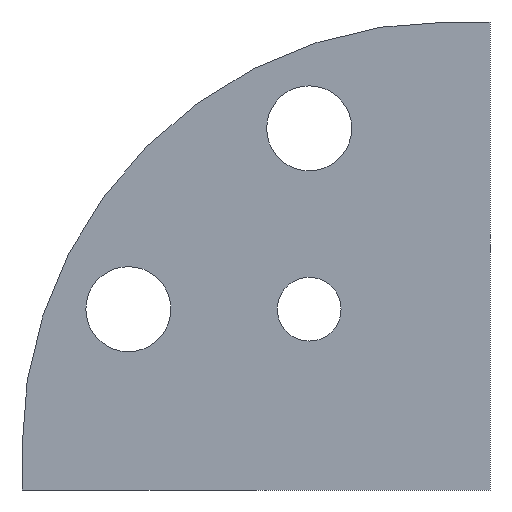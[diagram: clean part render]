
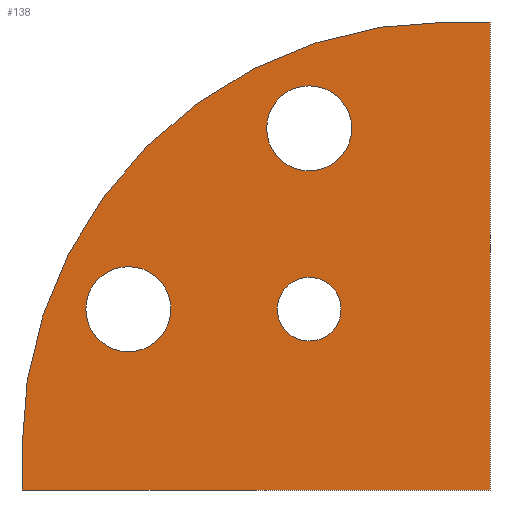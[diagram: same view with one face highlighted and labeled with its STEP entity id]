
A CAD part, front view. The second image highlights one B-rep face of the part: STEP entity #138.
In plain terms, the highlighted planar face has unit normal (0, -1, 0).
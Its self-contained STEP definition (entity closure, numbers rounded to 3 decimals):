
#1 = EDGE_CURVE ( 'NONE', #295, #459, #353, .T. ) ;
#2 = PLANE ( 'NONE',  #289 ) ;
#6 = AXIS2_PLACEMENT_3D ( 'NONE', #10, #302, #231 ) ;
#10 = CARTESIAN_POINT ( 'NONE',  ( 2.5, -0.75, -2.5 ) ) ;
#13 = CARTESIAN_POINT ( 'NONE',  ( -11., -0.75, -9. ) ) ;
#15 = DIRECTION ( 'NONE',  ( 0., 0., 1. ) ) ;
#16 = VERTEX_POINT ( 'NONE', #313 ) ;
#18 = CARTESIAN_POINT ( 'NONE',  ( 9., -0.75, -9. ) ) ;
#19 = VERTEX_POINT ( 'NONE', #61 ) ;
#36 = FACE_OUTER_BOUND ( 'NONE', #200, .T. ) ;
#37 = DIRECTION ( 'NONE',  ( 0., 1., 0. ) ) ;
#39 = CIRCLE ( 'NONE', #131, 2. ) ;
#53 = LINE ( 'NONE', #376, #93 ) ;
#60 = CIRCLE ( 'NONE', #111, 1.5 ) ;
#61 = CARTESIAN_POINT ( 'NONE',  ( 2.5, -0.75, 8. ) ) ;
#71 = FACE_BOUND ( 'NONE', #103, .T. ) ;
#73 = EDGE_CURVE ( 'NONE', #229, #374, #451, .T. ) ;
#75 = DIRECTION ( 'NONE',  ( 0., 1., 0. ) ) ;
#77 = VECTOR ( 'NONE', #326, 1000. ) ;
#85 = ORIENTED_EDGE ( 'NONE', *, *, #189, .T. ) ;
#87 = DIRECTION ( 'NONE',  ( 0., -1., 0. ) ) ;
#90 = DIRECTION ( 'NONE',  ( 0., 0., -1. ) ) ;
#93 = VECTOR ( 'NONE', #443, 1000. ) ;
#95 = ORIENTED_EDGE ( 'NONE', *, *, #270, .T. ) ;
#103 = EDGE_LOOP ( 'NONE', ( #232, #95 ) ) ;
#109 = CARTESIAN_POINT ( 'NONE',  ( 2.5, -0.75, 6. ) ) ;
#110 = ORIENTED_EDGE ( 'NONE', *, *, #151, .F. ) ;
#111 = AXIS2_PLACEMENT_3D ( 'NONE', #113, #334, #348 ) ;
#113 = CARTESIAN_POINT ( 'NONE',  ( 2.5, -0.75, -2.5 ) ) ;
#115 = CARTESIAN_POINT ( 'NONE',  ( 9., -0.75, 11. ) ) ;
#128 = VECTOR ( 'NONE', #278, 1000. ) ;
#131 = AXIS2_PLACEMENT_3D ( 'NONE', #109, #75, #407 ) ;
#132 = ORIENTED_EDGE ( 'NONE', *, *, #323, .T. ) ;
#138 = ADVANCED_FACE ( 'NONE', ( #252, #36, #393, #71 ), #2, .T. ) ;
#146 = CARTESIAN_POINT ( 'NONE',  ( -6., -0.75, -4.5 ) ) ;
#151 = EDGE_CURVE ( 'NONE', #383, #337, #53, .T. ) ;
#156 = ORIENTED_EDGE ( 'NONE', *, *, #317, .F. ) ;
#157 = DIRECTION ( 'NONE',  ( 0., 0., 1. ) ) ;
#166 = CIRCLE ( 'NONE', #423, 2. ) ;
#182 = CARTESIAN_POINT ( 'NONE',  ( -11., -0.75, -11. ) ) ;
#189 = EDGE_CURVE ( 'NONE', #216, #411, #416, .T. ) ;
#200 = EDGE_LOOP ( 'NONE', ( #444, #320, #156, #110, #378 ) ) ;
#204 = DIRECTION ( 'NONE',  ( 0., 0., -1. ) ) ;
#208 = EDGE_CURVE ( 'NONE', #16, #19, #39, .T. ) ;
#216 = VERTEX_POINT ( 'NONE', #291 ) ;
#223 = AXIS2_PLACEMENT_3D ( 'NONE', #227, #446, #157 ) ;
#226 = CARTESIAN_POINT ( 'NONE',  ( -6., -0.75, -2.5 ) ) ;
#227 = CARTESIAN_POINT ( 'NONE',  ( -6., -0.75, -2.5 ) ) ;
#229 = VERTEX_POINT ( 'NONE', #146 ) ;
#231 = DIRECTION ( 'NONE',  ( 0., 0., 1. ) ) ;
#232 = ORIENTED_EDGE ( 'NONE', *, *, #208, .T. ) ;
#233 = CARTESIAN_POINT ( 'NONE',  ( 11., -0.75, 11. ) ) ;
#245 = CIRCLE ( 'NONE', #457, 20. ) ;
#247 = ORIENTED_EDGE ( 'NONE', *, *, #73, .T. ) ;
#249 = AXIS2_PLACEMENT_3D ( 'NONE', #226, #262, #434 ) ;
#252 = FACE_BOUND ( 'NONE', #357, .T. ) ;
#260 = LINE ( 'NONE', #182, #77 ) ;
#262 = DIRECTION ( 'NONE',  ( 0., 1., 0. ) ) ;
#267 = CARTESIAN_POINT ( 'NONE',  ( 9., -0.75, -9. ) ) ;
#270 = EDGE_CURVE ( 'NONE', #19, #16, #166, .T. ) ;
#272 = EDGE_LOOP ( 'NONE', ( #247, #361 ) ) ;
#278 = DIRECTION ( 'NONE',  ( 1., 0., 0. ) ) ;
#279 = EDGE_CURVE ( 'NONE', #286, #383, #260, .T. ) ;
#286 = VERTEX_POINT ( 'NONE', #369 ) ;
#289 = AXIS2_PLACEMENT_3D ( 'NONE', #267, #87, #343 ) ;
#291 = CARTESIAN_POINT ( 'NONE',  ( 2.5, -0.75, -4. ) ) ;
#295 = VERTEX_POINT ( 'NONE', #115 ) ;
#302 = DIRECTION ( 'NONE',  ( 0., 1., 0. ) ) ;
#310 = CARTESIAN_POINT ( 'NONE',  ( -11., -0.75, -11. ) ) ;
#311 = VECTOR ( 'NONE', #90, 1000. ) ;
#313 = CARTESIAN_POINT ( 'NONE',  ( 2.5, -0.75, 4. ) ) ;
#317 = EDGE_CURVE ( 'NONE', #337, #295, #245, .T. ) ;
#320 = ORIENTED_EDGE ( 'NONE', *, *, #1, .F. ) ;
#323 = EDGE_CURVE ( 'NONE', #411, #216, #60, .T. ) ;
#326 = DIRECTION ( 'NONE',  ( -1., 0., 0. ) ) ;
#334 = DIRECTION ( 'NONE',  ( 0., 1., 0. ) ) ;
#337 = VERTEX_POINT ( 'NONE', #13 ) ;
#338 = CARTESIAN_POINT ( 'NONE',  ( -6., -0.75, -0.5 ) ) ;
#339 = DIRECTION ( 'NONE',  ( 0., 1., 0. ) ) ;
#343 = DIRECTION ( 'NONE',  ( 0., 0., -1. ) ) ;
#348 = DIRECTION ( 'NONE',  ( 0., 0., 1. ) ) ;
#353 = LINE ( 'NONE', #354, #128 ) ;
#354 = CARTESIAN_POINT ( 'NONE',  ( 9., -0.75, 11. ) ) ;
#357 = EDGE_LOOP ( 'NONE', ( #85, #132 ) ) ;
#361 = ORIENTED_EDGE ( 'NONE', *, *, #386, .T. ) ;
#363 = CARTESIAN_POINT ( 'NONE',  ( 2.5, -0.75, 6. ) ) ;
#369 = CARTESIAN_POINT ( 'NONE',  ( 11., -0.75, -11. ) ) ;
#374 = VERTEX_POINT ( 'NONE', #338 ) ;
#375 = CARTESIAN_POINT ( 'NONE',  ( 2.5, -0.75, -1. ) ) ;
#376 = CARTESIAN_POINT ( 'NONE',  ( -11., -0.75, -9. ) ) ;
#378 = ORIENTED_EDGE ( 'NONE', *, *, #279, .F. ) ;
#382 = LINE ( 'NONE', #412, #311 ) ;
#383 = VERTEX_POINT ( 'NONE', #310 ) ;
#386 = EDGE_CURVE ( 'NONE', #374, #229, #424, .T. ) ;
#393 = FACE_BOUND ( 'NONE', #272, .T. ) ;
#407 = DIRECTION ( 'NONE',  ( 0., 0., 1. ) ) ;
#411 = VERTEX_POINT ( 'NONE', #375 ) ;
#412 = CARTESIAN_POINT ( 'NONE',  ( 11., -0.75, 11. ) ) ;
#416 = CIRCLE ( 'NONE', #6, 1.5 ) ;
#423 = AXIS2_PLACEMENT_3D ( 'NONE', #363, #37, #15 ) ;
#424 = CIRCLE ( 'NONE', #223, 2. ) ;
#434 = DIRECTION ( 'NONE',  ( 0., 0., 1. ) ) ;
#443 = DIRECTION ( 'NONE',  ( 0., 0., 1. ) ) ;
#444 = ORIENTED_EDGE ( 'NONE', *, *, #456, .F. ) ;
#446 = DIRECTION ( 'NONE',  ( 0., 1., 0. ) ) ;
#451 = CIRCLE ( 'NONE', #249, 2. ) ;
#456 = EDGE_CURVE ( 'NONE', #459, #286, #382, .T. ) ;
#457 = AXIS2_PLACEMENT_3D ( 'NONE', #18, #339, #204 ) ;
#459 = VERTEX_POINT ( 'NONE', #233 ) ;
